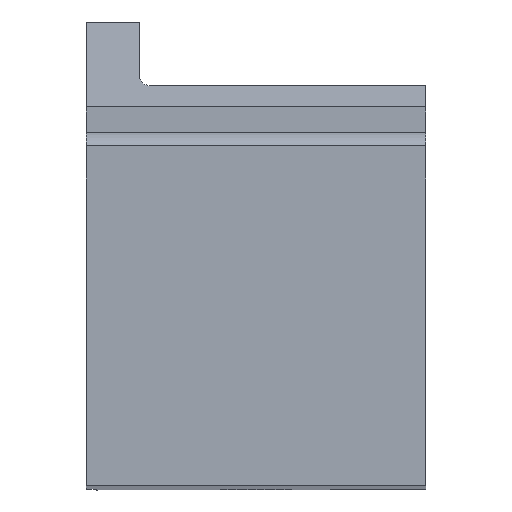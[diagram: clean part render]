
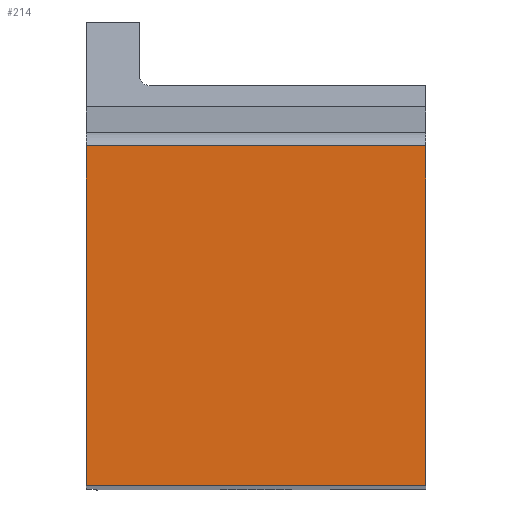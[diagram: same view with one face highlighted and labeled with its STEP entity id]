
A CAD part, top view. The second image highlights one B-rep face of the part: STEP entity #214.
In plain terms, the highlighted planar face has unit normal (0, 0, 1).
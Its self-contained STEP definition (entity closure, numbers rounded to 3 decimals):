
#214=ADVANCED_FACE('',(#403),#313,.T.);
#313=PLANE('',#2983);
#403=FACE_OUTER_BOUND('',#535,.T.);
#535=EDGE_LOOP('',(#1028,#1029,#1030,#1031));
#1028=ORIENTED_EDGE('',*,*,#1881,.T.);
#1029=ORIENTED_EDGE('',*,*,#1799,.T.);
#1030=ORIENTED_EDGE('',*,*,#1758,.T.);
#1031=ORIENTED_EDGE('',*,*,#1887,.T.);
#1459=VERTEX_POINT('',#4481);
#1460=VERTEX_POINT('',#4483);
#1492=VERTEX_POINT('',#4602);
#1546=VERTEX_POINT('',#4800);
#1758=EDGE_CURVE('',#1460,#1459,#2413,.T.);
#1799=EDGE_CURVE('',#1492,#1460,#2437,.T.);
#1881=EDGE_CURVE('',#1546,#1492,#2488,.T.);
#1887=EDGE_CURVE('',#1459,#1546,#2493,.T.);
#2413=LINE('',#4482,#2621);
#2437=LINE('',#4601,#2645);
#2488=LINE('',#4799,#2696);
#2493=LINE('',#4811,#2701);
#2621=VECTOR('',#3275,1.);
#2645=VECTOR('',#3343,1.);
#2696=VECTOR('',#3504,1.);
#2701=VECTOR('',#3517,1.);
#2983=AXIS2_PLACEMENT_3D('',#4813,#3520,#3521);
#3275=DIRECTION('',(0.,1.,0.));
#3343=DIRECTION('',(1.,0.,0.));
#3504=DIRECTION('',(0.,-1.,0.));
#3517=DIRECTION('',(-1.,0.,0.));
#3520=DIRECTION('',(0.,0.,1.));
#3521=DIRECTION('',(1.,0.,0.));
#4481=CARTESIAN_POINT('',(0.,16.,0.));
#4482=CARTESIAN_POINT('',(0.,0.,0.));
#4483=CARTESIAN_POINT('',(0.,0.,0.));
#4601=CARTESIAN_POINT('',(-16.,0.,0.));
#4602=CARTESIAN_POINT('',(-16.,0.,0.));
#4799=CARTESIAN_POINT('',(-16.,16.,0.));
#4800=CARTESIAN_POINT('',(-16.,16.,0.));
#4811=CARTESIAN_POINT('',(0.,16.,0.));
#4813=CARTESIAN_POINT('',(-8.,8.,0.));
